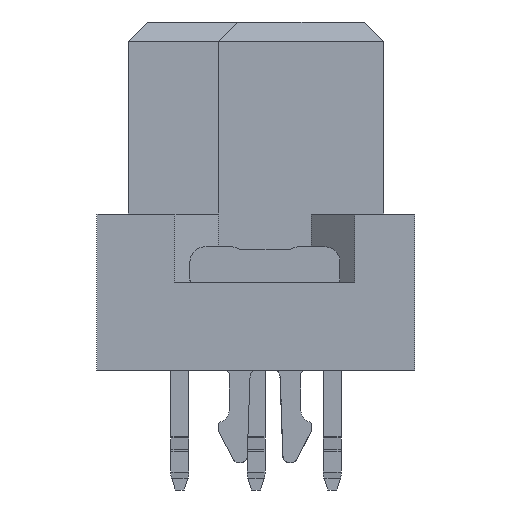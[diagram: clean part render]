
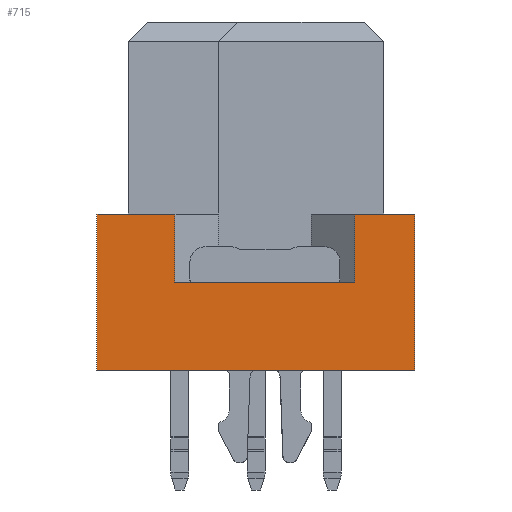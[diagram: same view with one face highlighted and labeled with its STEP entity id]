
A CAD part, left-side view. The second image highlights one B-rep face of the part: STEP entity #715.
In plain terms, the highlighted planar face has unit normal (-1, 0, 0).
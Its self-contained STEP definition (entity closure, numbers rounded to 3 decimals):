
#523=CARTESIAN_POINT('',(-27.5,-5.3,0.));
#524=VERTEX_POINT('',#523);
#573=CARTESIAN_POINT('',(-27.5,-5.3,5.2));
#574=VERTEX_POINT('',#573);
#581=CARTESIAN_POINT('',(-27.5,-5.3,5.2));
#582=DIRECTION('',(0.,0.,-1.));
#583=VECTOR('',#582,5.2);
#584=LINE('',#581,#583);
#585=EDGE_CURVE('',#574,#524,#584,.T.);
#629=CARTESIAN_POINT('',(-27.5,5.3,0.));
#630=VERTEX_POINT('',#629);
#637=CARTESIAN_POINT('',(-27.5,5.3,5.2));
#638=VERTEX_POINT('',#637);
#639=CARTESIAN_POINT('',(-27.5,5.3,0.));
#640=DIRECTION('',(0.,0.,1.));
#641=VECTOR('',#640,5.2);
#642=LINE('',#639,#641);
#643=EDGE_CURVE('',#630,#638,#642,.T.);
#662=CARTESIAN_POINT('',(-27.5,0.,5.8));
#663=DIRECTION('',(0.,-1.,0.));
#664=DIRECTION('',(-1.,0.,0.));
#665=AXIS2_PLACEMENT_3D('',#662,#664,#663);
#666=PLANE('',#665);
#667=CARTESIAN_POINT('',(-27.5,5.3,0.));
#668=DIRECTION('',(0.,-1.,0.));
#669=VECTOR('',#668,10.6);
#670=LINE('',#667,#669);
#671=EDGE_CURVE('',#630,#524,#670,.T.);
#672=ORIENTED_EDGE('',*,*,#671,.T.);
#673=ORIENTED_EDGE('',*,*,#585,.F.);
#674=CARTESIAN_POINT('',(-27.5,-3.3,5.2));
#675=VERTEX_POINT('',#674);
#676=CARTESIAN_POINT('',(-27.5,-5.3,5.2));
#677=DIRECTION('',(0.,1.,0.));
#678=VECTOR('',#677,2.);
#679=LINE('',#676,#678);
#680=EDGE_CURVE('',#574,#675,#679,.T.);
#681=ORIENTED_EDGE('',*,*,#680,.T.);
#682=CARTESIAN_POINT('',(-27.5,-3.3,2.9));
#683=VERTEX_POINT('',#682);
#684=CARTESIAN_POINT('',(-27.5,-3.3,5.2));
#685=DIRECTION('',(0.,0.,-1.));
#686=VECTOR('',#685,2.3);
#687=LINE('',#684,#686);
#688=EDGE_CURVE('',#675,#683,#687,.T.);
#689=ORIENTED_EDGE('',*,*,#688,.T.);
#690=CARTESIAN_POINT('',(-27.5,2.7,2.9));
#691=VERTEX_POINT('',#690);
#692=CARTESIAN_POINT('',(-27.5,-3.3,2.9));
#693=DIRECTION('',(0.,1.,0.));
#694=VECTOR('',#693,6.);
#695=LINE('',#692,#694);
#696=EDGE_CURVE('',#683,#691,#695,.T.);
#697=ORIENTED_EDGE('',*,*,#696,.T.);
#698=CARTESIAN_POINT('',(-27.5,2.7,5.2));
#699=VERTEX_POINT('',#698);
#700=CARTESIAN_POINT('',(-27.5,2.7,2.9));
#701=DIRECTION('',(0.,0.,1.));
#702=VECTOR('',#701,2.3);
#703=LINE('',#700,#702);
#704=EDGE_CURVE('',#691,#699,#703,.T.);
#705=ORIENTED_EDGE('',*,*,#704,.T.);
#706=CARTESIAN_POINT('',(-27.5,2.7,5.2));
#707=DIRECTION('',(0.,1.,0.));
#708=VECTOR('',#707,2.6);
#709=LINE('',#706,#708);
#710=EDGE_CURVE('',#699,#638,#709,.T.);
#711=ORIENTED_EDGE('',*,*,#710,.T.);
#712=ORIENTED_EDGE('',*,*,#643,.F.);
#713=EDGE_LOOP('',(#672,#673,#681,#689,#697,#705,#711,#712));
#714=FACE_OUTER_BOUND('',#713,.T.);
#715=ADVANCED_FACE('',(#714),#666,.T.);
